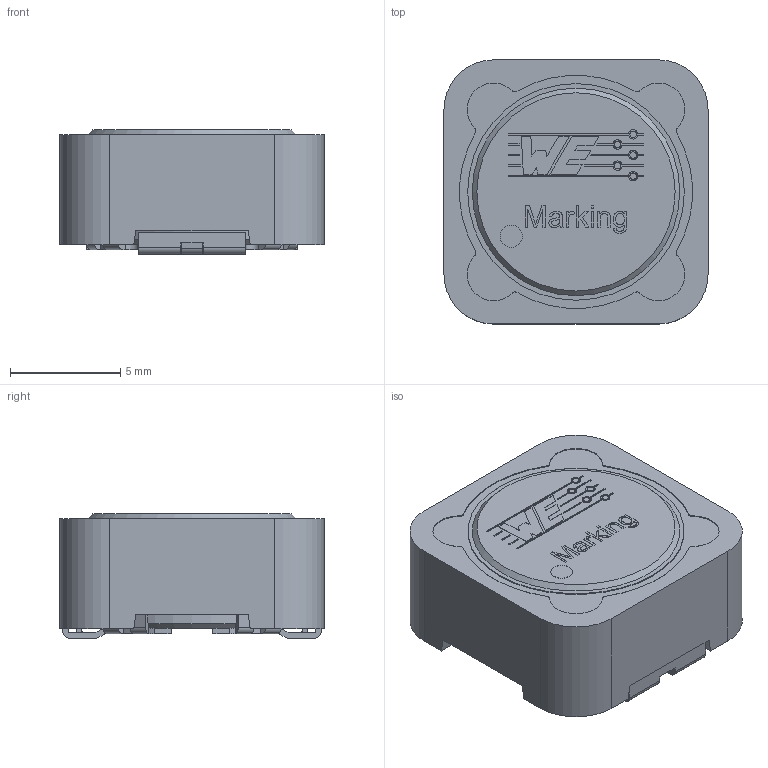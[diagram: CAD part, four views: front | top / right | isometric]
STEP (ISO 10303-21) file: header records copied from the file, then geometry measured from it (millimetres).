
FILE_DESCRIPTION(/* description */ ('Unknown'),/* implementation_level */ '2;1');
FILE_NAME(/* name */ '744771xxx',/* time_stamp */ '2019-07-08T15:51:42+02:00',/* author */ ('Unknown'),/* organization */ ('Unknown'),/* preprocessor_version */ 'ST-DEVELOPER v16.7',/* originating_system */ 'DEX',/* authorisation */ $);
FILE_SCHEMA (('AUTOMOTIVE_DESIGN {1 0 10303 214 3 1 1}'));
Length unit declared in the file: millimetre
Products named in the file (5): 744771xxx; Core; ShieldRing; Glue; Leadframe
Assembly tree (4 placements, depth 2):
  744771xxx
    Core
    ShieldRing
    Glue
    Leadframe
Bounding box: 12 x 12 x 5.66 mm (x, y, z)
Volume: 449 mm3; surface area: 1162.2 mm2
Topology: 5 solids, 5 shells, 416 faces, 1125 edges, 745 vertices
Faces by surface type: plane 277, cylinder 105, bspline 31, cone 2, torus 1
Full cylindrical faces by diameter (mm): 1 x1, 4.8 x1, 9.85 x3
Entity records: 15312 total; most frequent: CARTESIAN_POINT 3768, ORIENTED_EDGE 2220, DIRECTION 1908, EDGE_CURVE 1110, VERTEX_POINT 744, LINE 664, VECTOR 664, AXIS2_PLACEMENT_3D 622
